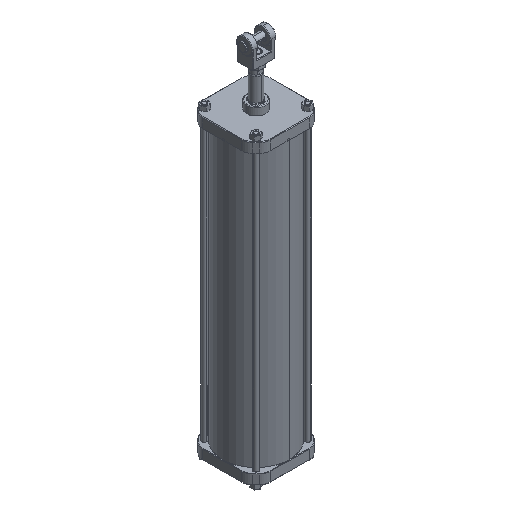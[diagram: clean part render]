
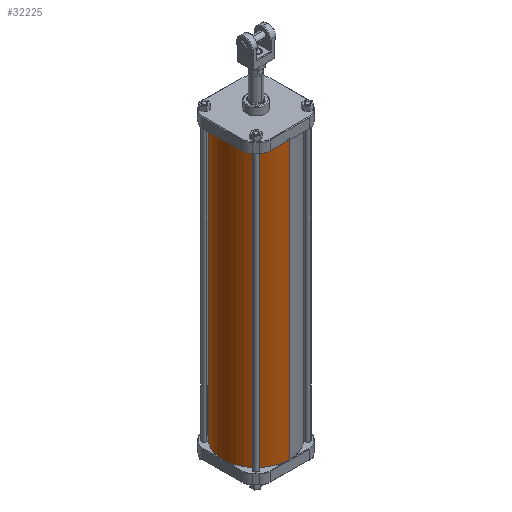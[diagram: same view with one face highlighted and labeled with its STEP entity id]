
A CAD part, isometric view. The second image highlights one B-rep face of the part: STEP entity #32225.
In plain terms, the highlighted cylindrical face has radius 106.324 mm (diameter 212.649 mm), a partial arc.
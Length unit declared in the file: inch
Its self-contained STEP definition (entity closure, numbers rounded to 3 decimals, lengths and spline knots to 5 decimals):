
#562 = FACE_OUTER_BOUND ( 'NONE', #11757, .T. ) ;
#1062 = VECTOR ( 'NONE', #20565, 39.37008 ) ;
#1461 = AXIS2_PLACEMENT_3D ( 'NONE', #3738, #30292, #30116 ) ;
#2348 = EDGE_CURVE ( 'NONE', #24553, #27890, #31590, .T. ) ;
#2792 = CARTESIAN_POINT ( 'NONE',  ( 4.186, 0., -46.8398 ) ) ;
#3075 = DIRECTION ( 'NONE',  ( 0., 0., -1. ) ) ;
#3738 = CARTESIAN_POINT ( 'NONE',  ( 0., 0., 0. ) ) ;
#3948 = CARTESIAN_POINT ( 'NONE',  ( 4.186, 0., -34.875 ) ) ;
#5761 = EDGE_CURVE ( 'NONE', #25868, #21904, #10161, .T. ) ;
#6986 = CARTESIAN_POINT ( 'NONE',  ( -4.186, 0., 0. ) ) ;
#7808 = DIRECTION ( 'NONE',  ( 0., 0., 1. ) ) ;
#9717 = CIRCLE ( 'NONE', #29013, 4.186 ) ;
#10161 = LINE ( 'NONE', #28127, #14568 ) ;
#11070 = DIRECTION ( 'NONE',  ( 1., 0., 0. ) ) ;
#11757 = EDGE_LOOP ( 'NONE', ( #27926, #19082, #25437, #21413 ) ) ;
#11927 = CIRCLE ( 'NONE', #1461, 4.186 ) ;
#13419 = DIRECTION ( 'NONE',  ( 1., 0., 0. ) ) ;
#14568 = VECTOR ( 'NONE', #33629, 39.37008 ) ;
#16067 = CARTESIAN_POINT ( 'NONE',  ( 0., 0., -46.8398 ) ) ;
#19082 = ORIENTED_EDGE ( 'NONE', *, *, #5761, .T. ) ;
#20069 = EDGE_CURVE ( 'NONE', #25868, #24553, #9717, .T. ) ;
#20565 = DIRECTION ( 'NONE',  ( 0., 0., 1. ) ) ;
#21413 = ORIENTED_EDGE ( 'NONE', *, *, #2348, .F. ) ;
#21904 = VERTEX_POINT ( 'NONE', #6986 ) ;
#22756 = CARTESIAN_POINT ( 'NONE',  ( 4.186, 0., 0. ) ) ;
#23844 = EDGE_CURVE ( 'NONE', #27890, #21904, #11927, .T. ) ;
#24338 = CARTESIAN_POINT ( 'NONE',  ( -4.186, 0., -34.875 ) ) ;
#24553 = VERTEX_POINT ( 'NONE', #3948 ) ;
#25437 = ORIENTED_EDGE ( 'NONE', *, *, #23844, .F. ) ;
#25868 = VERTEX_POINT ( 'NONE', #24338 ) ;
#26205 = CARTESIAN_POINT ( 'NONE',  ( 0., 0., -34.875 ) ) ;
#27890 = VERTEX_POINT ( 'NONE', #22756 ) ;
#27926 = ORIENTED_EDGE ( 'NONE', *, *, #20069, .F. ) ;
#28127 = CARTESIAN_POINT ( 'NONE',  ( -4.186, 0., -46.8398 ) ) ;
#28881 = AXIS2_PLACEMENT_3D ( 'NONE', #16067, #7808, #11070 ) ;
#29013 = AXIS2_PLACEMENT_3D ( 'NONE', #26205, #3075, #13419 ) ;
#30116 = DIRECTION ( 'NONE',  ( 1., 0., 0. ) ) ;
#30292 = DIRECTION ( 'NONE',  ( 0., 0., 1. ) ) ;
#31446 = CYLINDRICAL_SURFACE ( 'NONE', #28881, 4.186 ) ;
#31590 = LINE ( 'NONE', #2792, #1062 ) ;
#32225 = ADVANCED_FACE ( 'NONE', ( #562 ), #31446, .T. ) ;
#33629 = DIRECTION ( 'NONE',  ( 0., 0., 1. ) ) ;
